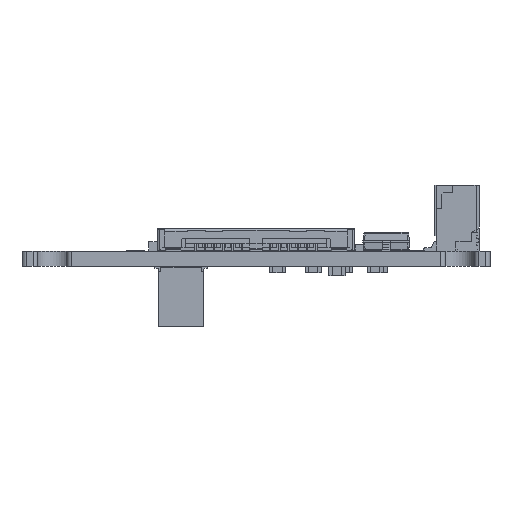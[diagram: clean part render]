
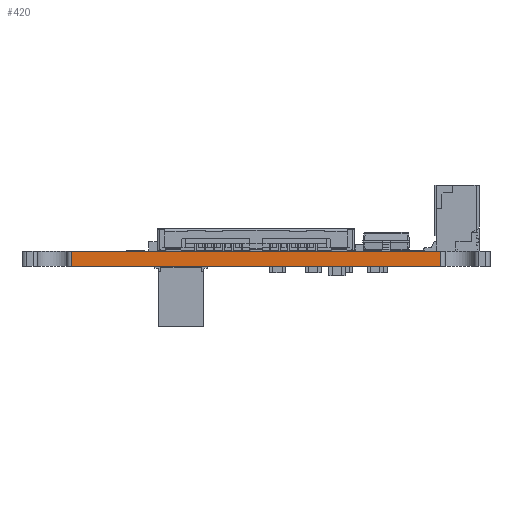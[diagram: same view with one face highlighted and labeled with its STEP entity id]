
A CAD part, front view. The second image highlights one B-rep face of the part: STEP entity #420.
In plain terms, the highlighted planar face has unit normal (0, -1, 0).
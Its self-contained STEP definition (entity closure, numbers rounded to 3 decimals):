
#393 = VERTEX_POINT('',#394);
#394 = CARTESIAN_POINT('',(1.082,-1.3,0.986));
#401 = EDGE_CURVE('',#402,#393,#404,.T.);
#402 = VERTEX_POINT('',#403);
#403 = CARTESIAN_POINT('',(1.082,-1.3,0.));
#404 = LINE('',#405,#406);
#405 = CARTESIAN_POINT('',(1.082,-1.3,0.));
#406 = VECTOR('',#407,1.);
#407 = DIRECTION('',(0.,0.,1.));
#420 = ADVANCED_FACE('',(#421),#446,.F.);
#421 = FACE_BOUND('',#422,.F.);
#422 = EDGE_LOOP('',(#423,#424,#432,#440));
#423 = ORIENTED_EDGE('',*,*,#401,.T.);
#424 = ORIENTED_EDGE('',*,*,#425,.T.);
#425 = EDGE_CURVE('',#393,#426,#428,.T.);
#426 = VERTEX_POINT('',#427);
#427 = CARTESIAN_POINT('',(24.918,-1.3,0.986));
#428 = LINE('',#429,#430);
#429 = CARTESIAN_POINT('',(1.082,-1.3,0.986));
#430 = VECTOR('',#431,1.);
#431 = DIRECTION('',(1.,0.,0.));
#432 = ORIENTED_EDGE('',*,*,#433,.F.);
#433 = EDGE_CURVE('',#434,#426,#436,.T.);
#434 = VERTEX_POINT('',#435);
#435 = CARTESIAN_POINT('',(24.918,-1.3,0.));
#436 = LINE('',#437,#438);
#437 = CARTESIAN_POINT('',(24.918,-1.3,0.));
#438 = VECTOR('',#439,1.);
#439 = DIRECTION('',(0.,0.,1.));
#440 = ORIENTED_EDGE('',*,*,#441,.F.);
#441 = EDGE_CURVE('',#402,#434,#442,.T.);
#442 = LINE('',#443,#444);
#443 = CARTESIAN_POINT('',(1.082,-1.3,0.));
#444 = VECTOR('',#445,1.);
#445 = DIRECTION('',(1.,0.,0.));
#446 = PLANE('',#447);
#447 = AXIS2_PLACEMENT_3D('',#448,#449,#450);
#448 = CARTESIAN_POINT('',(1.082,-1.3,0.));
#449 = DIRECTION('',(0.,1.,0.));
#450 = DIRECTION('',(1.,0.,0.));
